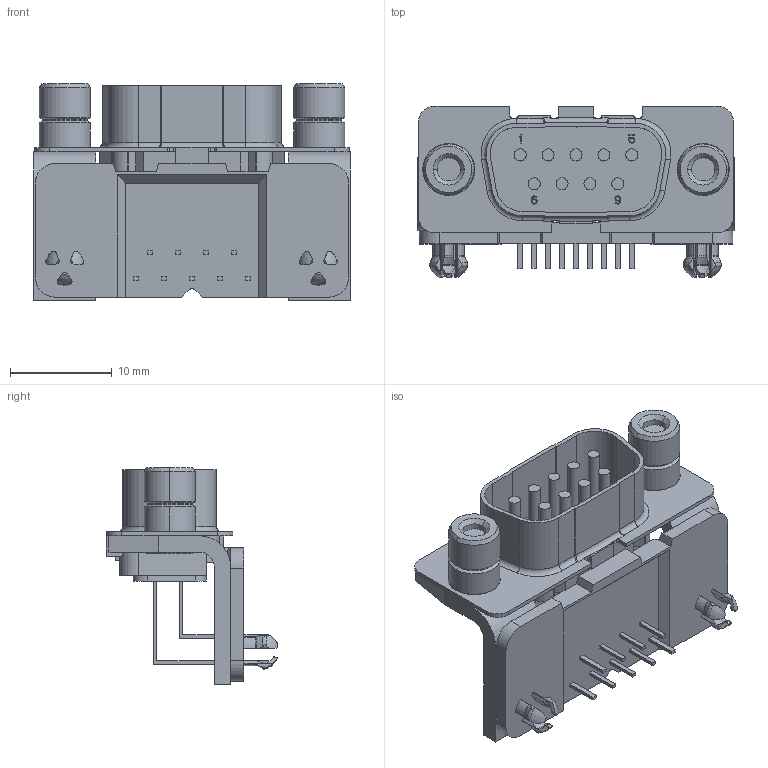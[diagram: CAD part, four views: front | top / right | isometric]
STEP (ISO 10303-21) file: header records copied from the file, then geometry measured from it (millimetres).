
FILE_DESCRIPTION((''),'2;1');
FILE_NAME('C-3-338168-2','2012-09-27T',('workeradm'),('Tyco Electronics Ltd.'),'PRO/ENGINEER BY PARAMETRIC TECHNOLOGY CORPORATION, 2010430','PRO/ENGINEER BY PARAMETRIC TECHNOLOGY CORPORATION, 2010430','');
FILE_SCHEMA(('AUTOMOTIVE_DESIGN { 1 0 10303 214 1 1 1 1 }'));
Length unit declared in the file: millimetre
Products named in the file (1): C-3-338168-2
Bounding box: 31.09 x 16.8 x 21.3 mm (x, y, z)
Volume: 2185 mm3; surface area: 3771.4 mm2
Topology: 1 solids, 3 shells, 717 faces, 1976 edges, 1300 vertices
Faces by surface type: plane 487, cylinder 152, cone 38, torus 28, bspline 12
Entity records: 24222 total; most frequent: CARTESIAN_POINT 5692, ORIENTED_EDGE 3952, DIRECTION 3544, EDGE_CURVE 1976, VECTOR 1490, LINE 1490, VERTEX_POINT 1300, AXIS2_PLACEMENT_3D 1027
